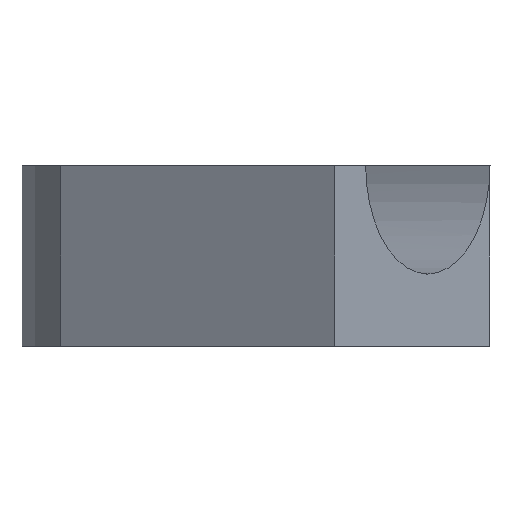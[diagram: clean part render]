
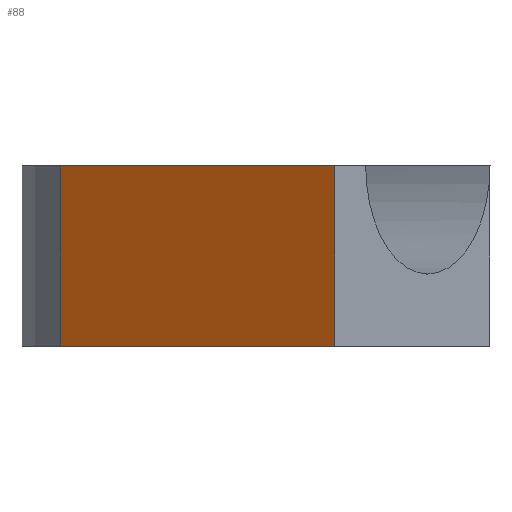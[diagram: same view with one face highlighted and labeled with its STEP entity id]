
A CAD part, left-side view. The second image highlights one B-rep face of the part: STEP entity #88.
In plain terms, the highlighted planar face has unit normal (-0.819, 0.574, 0).
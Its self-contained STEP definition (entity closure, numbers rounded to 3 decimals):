
#88 = ADVANCED_FACE( '', ( #135 ), #136, .F. );
#135 = FACE_OUTER_BOUND( '', #825, .T. );
#136 = PLANE( '', #826 );
#825 = EDGE_LOOP( '', ( #1528, #1529, #1530, #1531 ) );
#826 = AXIS2_PLACEMENT_3D( '', #1532, #1533, #1534 );
#1528 = ORIENTED_EDGE( '', *, *, #1711, .T. );
#1529 = ORIENTED_EDGE( '', *, *, #1712, .F. );
#1530 = ORIENTED_EDGE( '', *, *, #1699, .T. );
#1531 = ORIENTED_EDGE( '', *, *, #1673, .F. );
#1532 = CARTESIAN_POINT( '', ( -21.794, 3.181, 5. ) );
#1533 = DIRECTION( '', ( 0.819, -0.574, 0. ) );
#1534 = DIRECTION( '', ( 0., 0., -1. ) );
#1673 = EDGE_CURVE( '', #1772, #1774, #1775, .T. );
#1699 = EDGE_CURVE( '', #1817, #1774, #1818, .T. );
#1711 = EDGE_CURVE( '', #1772, #1838, #1839, .T. );
#1712 = EDGE_CURVE( '', #1817, #1838, #1840, .T. );
#1772 = VERTEX_POINT( '', #2275 );
#1774 = VERTEX_POINT( '', #2277 );
#1775 = LINE( '', #2278, #2279 );
#1817 = VERTEX_POINT( '', #2683 );
#1818 = LINE( '', #2684, #2685 );
#1838 = VERTEX_POINT( '', #2897 );
#1839 = LINE( '', #2898, #2899 );
#1840 = LINE( '', #2900, #2901 );
#2275 = CARTESIAN_POINT( '', ( -16.489, 10.758, 10. ) );
#2277 = CARTESIAN_POINT( '', ( -27.1, -4.396, 10. ) );
#2278 = CARTESIAN_POINT( '', ( -21.794, 3.181, 10. ) );
#2279 = VECTOR( '', #3122, 1000. );
#2683 = CARTESIAN_POINT( '', ( -27.1, -4.396, 0. ) );
#2684 = CARTESIAN_POINT( '', ( -27.1, -4.396, 5. ) );
#2685 = VECTOR( '', #3140, 1000. );
#2897 = CARTESIAN_POINT( '', ( -16.489, 10.758, 0. ) );
#2898 = CARTESIAN_POINT( '', ( -16.489, 10.758, -6000000. ) );
#2899 = VECTOR( '', #3150, 1000. );
#2900 = CARTESIAN_POINT( '', ( -27.1, -4.396, 0. ) );
#2901 = VECTOR( '', #3151, 1000. );
#3122 = DIRECTION( '', ( -0.574, -0.819, 0. ) );
#3140 = DIRECTION( '', ( 0., 0., 1. ) );
#3150 = DIRECTION( '', ( 0., 0., -1. ) );
#3151 = DIRECTION( '', ( 0.574, 0.819, 0. ) );
